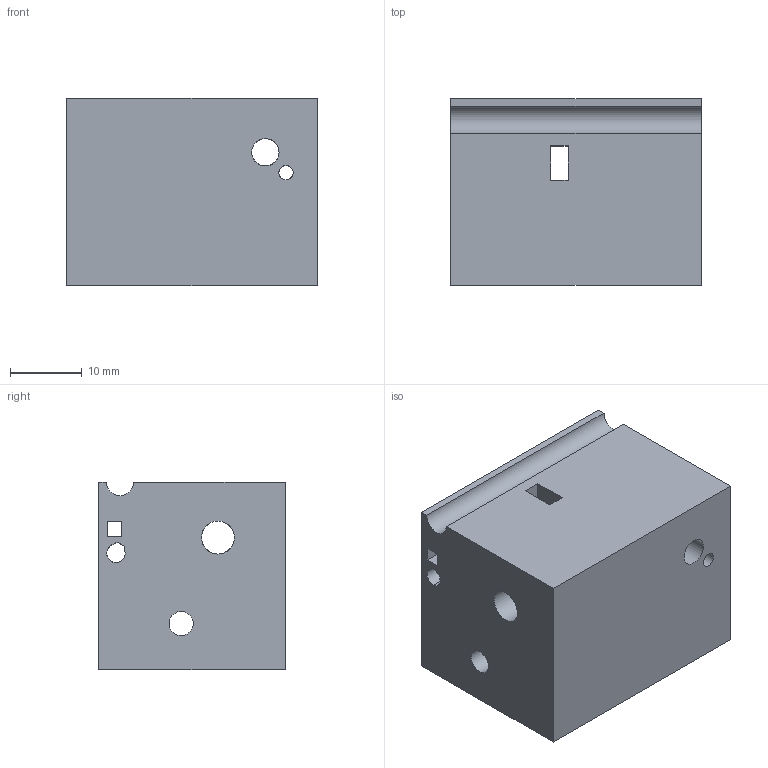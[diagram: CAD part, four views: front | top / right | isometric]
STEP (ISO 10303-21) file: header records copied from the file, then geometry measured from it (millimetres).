
FILE_DESCRIPTION(('Open CASCADE Model'),'2;1');
FILE_NAME('Open CASCADE Shape Model','2021-04-29T13:57:59',('Author'),( 'Open CASCADE'),'Open CASCADE STEP processor 7.4','Open CASCADE 7.4' ,'Unknown');
FILE_SCHEMA(('AUTOMOTIVE_DESIGN { 1 0 10303 214 1 1 1 1 }'));
Length unit declared in the file: millimetre
Products named in the file (1): Open CASCADE STEP translator 7.4 304
Bounding box: 34.92 x 25.96 x 26.18 mm (x, y, z)
Volume: 21703.1 mm3; surface area: 7070 mm2
Topology: 1 solids, 1 shells, 32 faces, 107 edges, 72 vertices
Faces by surface type: plane 23, cylinder 9
Full cylindrical faces by diameter (mm): 2 x1, 3.369 x1, 3.81 x2, 4.604 x1
Entity records: 5951 total; most frequent: CARTESIAN_POINT 3897, DIRECTION 345, ORIENTED_EDGE 214, PCURVE 214, DEFINITIONAL_REPRESENTATION 214, LINE 207, VECTOR 207, EDGE_CURVE 107
